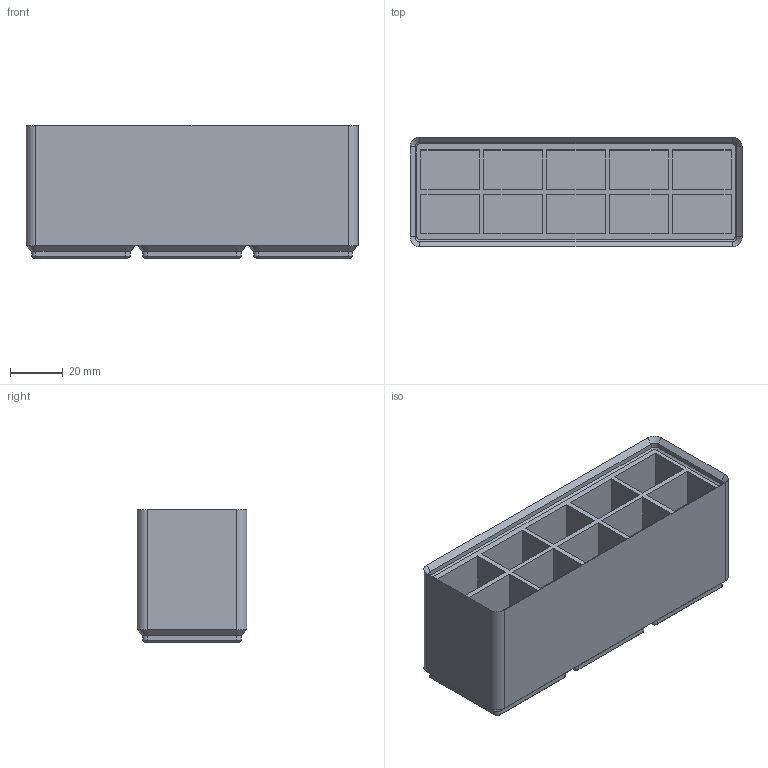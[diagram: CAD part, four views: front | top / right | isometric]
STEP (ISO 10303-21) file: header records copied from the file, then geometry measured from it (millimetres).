
FILE_DESCRIPTION(('Open CASCADE Model'),'2;1');
FILE_NAME('Open CASCADE Shape Model','2024-03-04T08:23:29',('Author'),( 'Open CASCADE'),'Open CASCADE STEP processor 7.5','Open CASCADE 7.5' ,'Unknown');
FILE_SCHEMA(('AUTOMOTIVE_DESIGN { 1 0 10303 214 1 1 1 1 }'));
Length unit declared in the file: millimetre
Products named in the file (1): Open CASCADE STEP translator 7.5 2
Bounding box: 125.5 x 41.5 x 50.2 mm (x, y, z)
Volume: 103008.9 mm3; surface area: 57816.9 mm2
Topology: 1 solids, 1 shells, 267 faces, 624 edges, 384 vertices
Faces by surface type: plane 191, cylinder 44, cone 32
Full cylindrical faces by diameter (mm): 3 x12, 6.5 x12
Entity records: 15455 total; most frequent: CARTESIAN_POINT 2817, DIRECTION 2363, LINE 1311, VECTOR 1311, ORIENTED_EDGE 1248, PCURVE 1248, DEFINITIONAL_REPRESENTATION 1248, EDGE_CURVE 624
